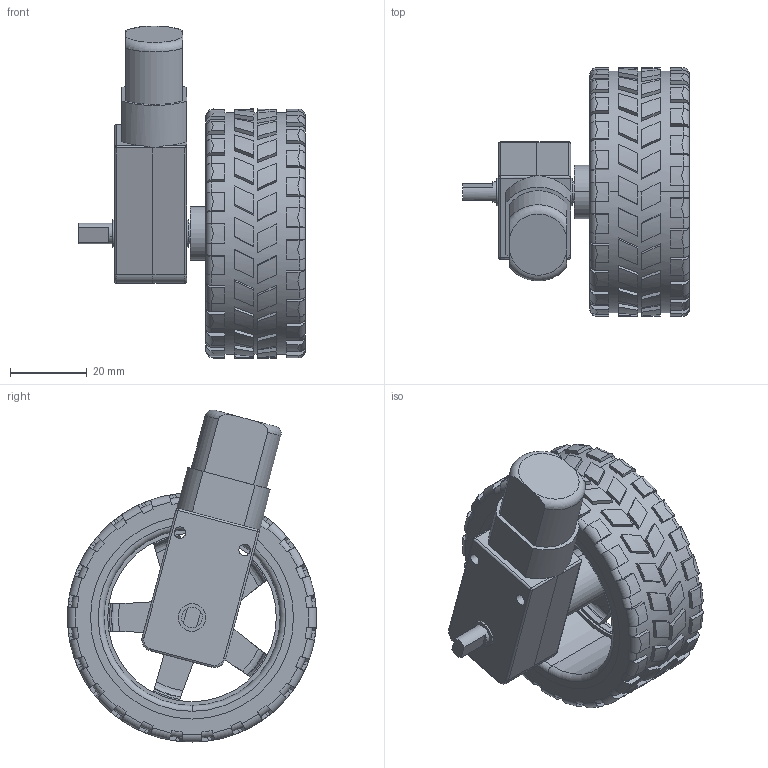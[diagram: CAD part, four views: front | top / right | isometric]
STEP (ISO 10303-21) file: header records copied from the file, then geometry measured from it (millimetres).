
FILE_DESCRIPTION (( 'STEP AP203' ), '1' );
FILE_NAME ('dc_motor_and_wheel.STEP', '2018-11-18T19:29:44', ( '' ), ( '' ), 'SwSTEP 2.0', 'SolidWorks 2016', '' );
FILE_SCHEMA (( 'CONFIG_CONTROL_DESIGN' ));
Length unit declared in the file: millimetre
Products named in the file (1): dc_motor_and_wheel
Bounding box: 59.2 x 65 x 86.66 mm (x, y, z)
Volume: 53073 mm3; surface area: 39891.9 mm2
Topology: 3 solids, 4 shells, 765 faces, 2090 edges, 1393 vertices
Faces by surface type: plane 432, cylinder 238, torus 75, cone 18, sphere 2
Entity records: 26218 total; most frequent: CARTESIAN_POINT 6995, ORIENTED_EDGE 4176, DIRECTION 3955, EDGE_CURVE 2088, AXIS2_PLACEMENT_3D 1541, VERTEX_POINT 1393, VECTOR 873, LINE 873
